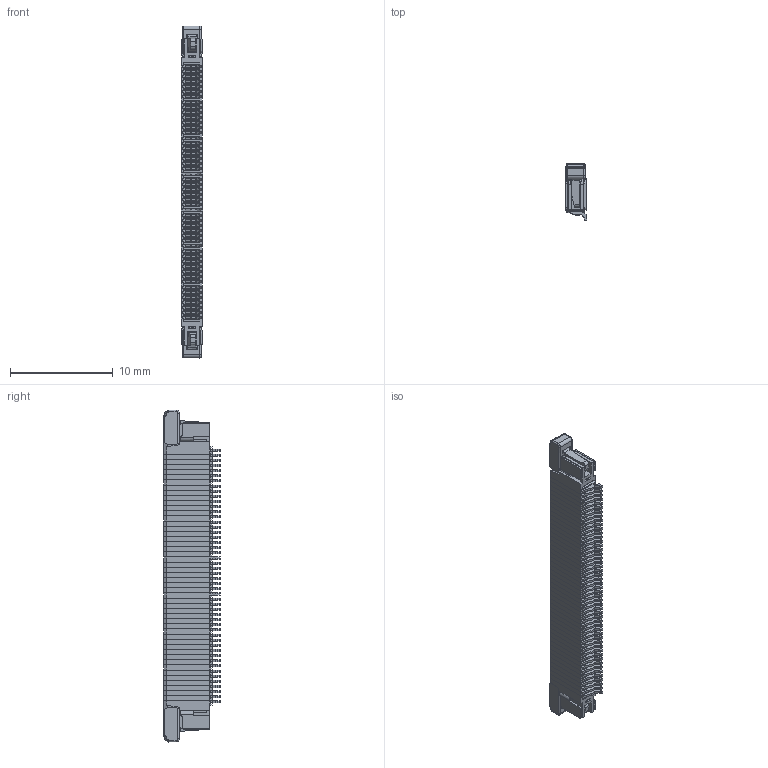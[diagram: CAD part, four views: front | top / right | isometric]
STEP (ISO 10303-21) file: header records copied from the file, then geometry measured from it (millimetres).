
FILE_DESCRIPTION((''),'2;1');
FILE_NAME('F32Q_50PIN_ASM','2020-05-21T',('FSA12-PC'),(''),'CREO PARAMETRIC BY PTC INC, 2014500','CREO PARAMETRIC BY PTC INC, 2014500','');
FILE_SCHEMA(('AUTOMOTIVE_DESIGN { 1 0 10303 214 1 1 1 1 }'));
Length unit declared in the file: millimetre
Products named in the file (4): F32Q_L; F32Q_M; F32Q_R; F32Q_50PIN_ASM
Assembly tree (50 placements, depth 2):
  F32Q_50PIN_ASM
    F32Q_L
    F32Q_M  x48
    F32Q_R
Bounding box: 2.05 x 5.5 x 32.3 mm (x, y, z)
Volume: 216.2 mm3; surface area: 1705.1 mm2
Topology: 50 solids, 50 shells, 5858 faces, 16970 edges, 11248 vertices
Faces by surface type: plane 4369, cylinder 1457, torus 16, bspline 16
Entity records: 22286 total; most frequent: CARTESIAN_POINT 4628, ORIENTED_EDGE 3666, DIRECTION 3441, EDGE_CURVE 1833, VECTOR 1347, LINE 1347, VERTEX_POINT 1190, AXIS2_PLACEMENT_3D 1047
